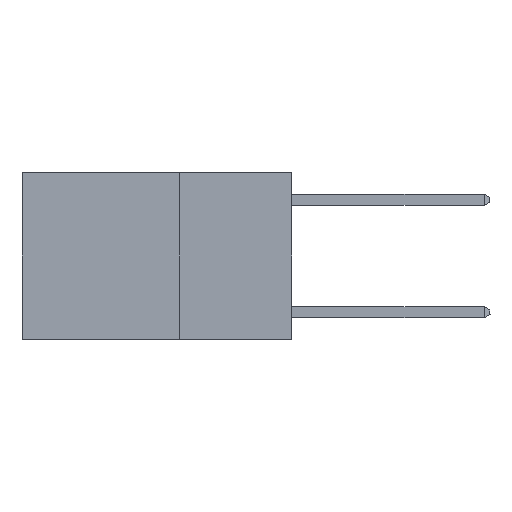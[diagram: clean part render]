
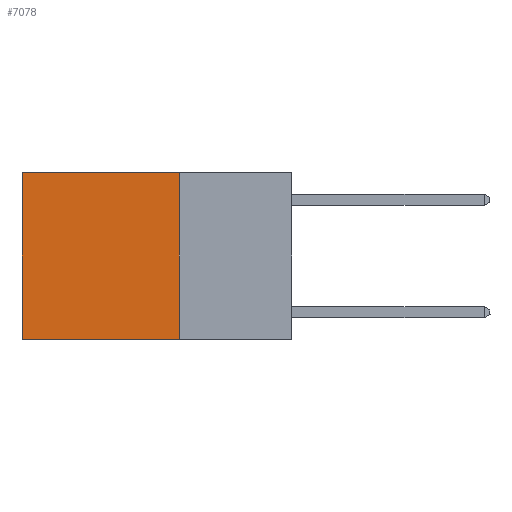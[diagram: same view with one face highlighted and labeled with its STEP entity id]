
A CAD part, left-side view. The second image highlights one B-rep face of the part: STEP entity #7078.
In plain terms, the highlighted planar face has unit normal (-1, 0, 0).
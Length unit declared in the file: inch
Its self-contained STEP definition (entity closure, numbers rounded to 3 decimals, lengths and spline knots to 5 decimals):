
#139 = LINE ( 'NONE', #23497, #5875 ) ;
#995 = PLANE ( 'NONE',  #10618 ) ;
#2762 = CARTESIAN_POINT ( 'NONE',  ( 0.2625, 0.25, 0. ) ) ;
#3040 = CARTESIAN_POINT ( 'NONE',  ( 0.2625, 0.6, -0.37 ) ) ;
#3157 = DIRECTION ( 'NONE',  ( 1., 0., 0. ) ) ;
#4044 = DIRECTION ( 'NONE',  ( 0., 1., 0. ) ) ;
#4677 = VERTEX_POINT ( 'NONE', #3040 ) ;
#4860 = FACE_OUTER_BOUND ( 'NONE', #14239, .T. ) ;
#5049 = DIRECTION ( 'NONE',  ( 0., 0., -1. ) ) ;
#5301 = CARTESIAN_POINT ( 'NONE',  ( 0.2625, 0.6, 0. ) ) ;
#5875 = VECTOR ( 'NONE', #4044, 39.37008 ) ;
#6595 = ORIENTED_EDGE ( 'NONE', *, *, #14151, .T. ) ;
#7078 = ADVANCED_FACE ( 'NONE', ( #4860 ), #995, .F. ) ;
#8045 = EDGE_CURVE ( 'NONE', #20894, #12846, #139, .T. ) ;
#8994 = CARTESIAN_POINT ( 'NONE',  ( 0.2625, 0.25, 0. ) ) ;
#9375 = DIRECTION ( 'NONE',  ( 0., 1., 0. ) ) ;
#9767 = CARTESIAN_POINT ( 'NONE',  ( 0.2625, 0.25, -0.37 ) ) ;
#10618 = AXIS2_PLACEMENT_3D ( 'NONE', #20424, #3157, #18309 ) ;
#11450 = CARTESIAN_POINT ( 'NONE',  ( 0.2625, 0.25, -0.37 ) ) ;
#12846 = VERTEX_POINT ( 'NONE', #5301 ) ;
#14120 = VECTOR ( 'NONE', #19770, 39.37008 ) ;
#14151 = EDGE_CURVE ( 'NONE', #12846, #4677, #21469, .T. ) ;
#14239 = EDGE_LOOP ( 'NONE', ( #6595, #19242, #15075, #20422 ) ) ;
#14542 = LINE ( 'NONE', #11450, #18962 ) ;
#14792 = LINE ( 'NONE', #8994, #14120 ) ;
#15075 = ORIENTED_EDGE ( 'NONE', *, *, #17300, .F. ) ;
#16817 = VERTEX_POINT ( 'NONE', #9767 ) ;
#17300 = EDGE_CURVE ( 'NONE', #20894, #16817, #14792, .T. ) ;
#18309 = DIRECTION ( 'NONE',  ( 0., 0., -1. ) ) ;
#18962 = VECTOR ( 'NONE', #9375, 39.37008 ) ;
#19242 = ORIENTED_EDGE ( 'NONE', *, *, #21624, .F. ) ;
#19770 = DIRECTION ( 'NONE',  ( 0., 0., -1. ) ) ;
#20422 = ORIENTED_EDGE ( 'NONE', *, *, #8045, .T. ) ;
#20424 = CARTESIAN_POINT ( 'NONE',  ( 0.2625, 0.25, 0. ) ) ;
#20799 = VECTOR ( 'NONE', #5049, 39.37008 ) ;
#20894 = VERTEX_POINT ( 'NONE', #2762 ) ;
#21469 = LINE ( 'NONE', #22403, #20799 ) ;
#21624 = EDGE_CURVE ( 'NONE', #16817, #4677, #14542, .T. ) ;
#22403 = CARTESIAN_POINT ( 'NONE',  ( 0.2625, 0.6, 0. ) ) ;
#23497 = CARTESIAN_POINT ( 'NONE',  ( 0.2625, 0.25, 0. ) ) ;
